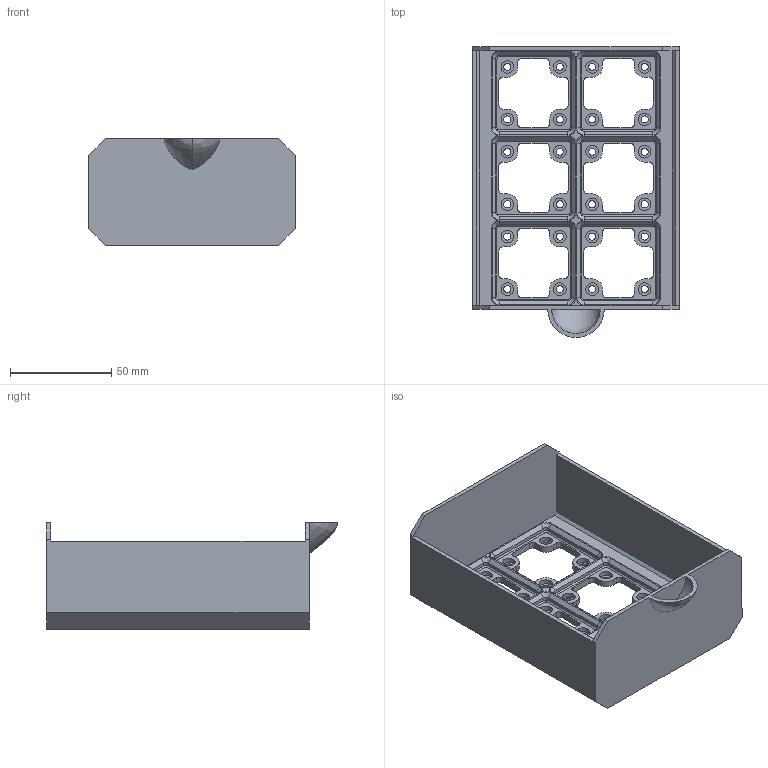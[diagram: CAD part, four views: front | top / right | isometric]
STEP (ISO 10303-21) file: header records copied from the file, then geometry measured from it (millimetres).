
FILE_DESCRIPTION(/* description */ ('STEP AP242','CAx-IF Rec.Pracs.---Representation and Presentation of Product Manufacturing Information (PMI)---4.0---2014-10-13','CAx-IF Rec.Pracs.---3D Tessellated Geometry---0.4---2014-09-14','2;1'),/* implementation_level */ '2;1');
FILE_NAME(/* name */ '647a3e7e034fd51ae24e0ba4',/* time_stamp */ '2023-06-02T19:09:50Z',/* author */ (''),/* organization */ (''),/* preprocessor_version */ 'ST-DEVELOPER v19.4',/* originating_system */ ' ',/* authorisation */ ' ');
FILE_SCHEMA (('AP242_MANAGED_MODEL_BASED_3D_ENGINEERING_MIM_LF { 1 0 10303 442 1 1 4 }'));
Length unit declared in the file: metre
Products named in the file (1): Modular Gridfinity Drawer 2x3
Bounding box: 102.39 x 144 x 52.9 mm (x, y, z)
Volume: 73879.5 mm3; surface area: 61667.5 mm2
Topology: 1 solids, 1 shells, 438 faces, 1077 edges, 662 vertices
Faces by surface type: plane 202, cylinder 161, cone 48, torus 24, bspline 3
Full cylindrical faces by diameter (mm): 3.5 x24, 6.2 x24
Entity records: 12901 total; most frequent: CARTESIAN_POINT 2329, DIRECTION 2308, ORIENTED_EDGE 2050, EDGE_CURVE 1025, AXIS2_PLACEMENT_3D 849, VERTEX_POINT 662, LINE 610, VECTOR 610
